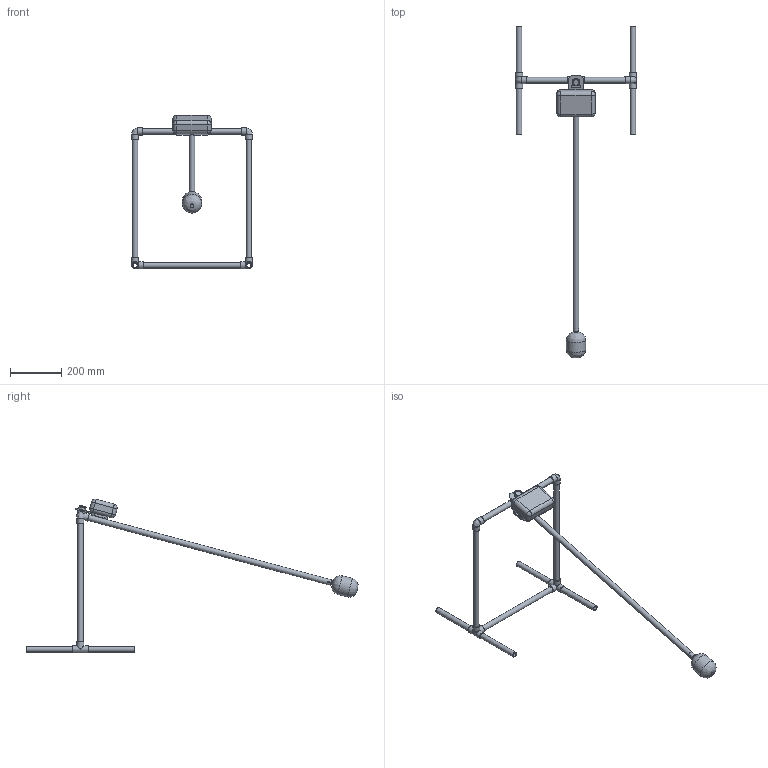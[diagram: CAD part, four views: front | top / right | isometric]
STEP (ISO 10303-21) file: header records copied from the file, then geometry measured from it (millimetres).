
FILE_DESCRIPTION(/* description */ (''),/* implementation_level */ '2;1');
FILE_NAME(/* name */ 'thingy-91x-float-assembly-7-29-2025.step',/* time_stamp */ '2025-07-29T13:16:23-04:00',/* author */ (''),/* organization */ (''),/* preprocessor_version */ 'ST-DEVELOPER v20.1',/* originating_system */ 'Autodesk Translation Framework v14.10.0.0',/* authorisation */ '');
FILE_SCHEMA (('AUTOMOTIVE_DESIGN { 1 0 10303 214 3 1 1 }'));
Length unit declared in the file: millimetre
Products named in the file (19): thingy-91x-float-assembly; top pipe 1; top pipe 2; angle arm; elbow-fitting; 4x-fitting; float; down pipe 1; down pipe 2; horiz-leg1; horiz-leg2; horiz-leg4; horiz-leg3; PVC-stopper; PVC-float-adapter; bottom-horizontal; thingy-91x-pvc-pelican; pelican-1010-clear; Thingy91x
Assembly tree (21 placements, depth 3):
  thingy-91x-float-assembly
    4x-fitting  x3
    top pipe 1
    top pipe 2
    angle arm
    elbow-fitting  x2
    float
    down pipe 1
    down pipe 2
    horiz-leg1
    horiz-leg2
    horiz-leg4
    horiz-leg3
    PVC-stopper
    PVC-float-adapter
    bottom-horizontal
    thingy-91x-pvc-pelican
      pelican-1010-clear
      Thingy91x
Bounding box: 471.5 x 1295.64 x 599.19 mm (x, y, z)
Volume: 1650281.7 mm3; surface area: 655088.7 mm2
Topology: 21 solids, 22 shells, 264 faces, 659 edges, 427 vertices
Faces by surface type: plane 134, cylinder 78, bspline 39, sphere 8, cone 4, torus 1
Full cylindrical faces by diameter (mm): 5.5 x5, 12 x1, 13 x1, 15.3 x1, 16.3 x10, 21.5 x25, 27.5 x14, 28 x1, 75 x1
Entity records: 8233 total; most frequent: CARTESIAN_POINT 2158, ORIENTED_EDGE 1138, DIRECTION 1105, EDGE_CURVE 569, AXIS2_PLACEMENT_3D 383, VERTEX_POINT 371, LINE 339, VECTOR 339
